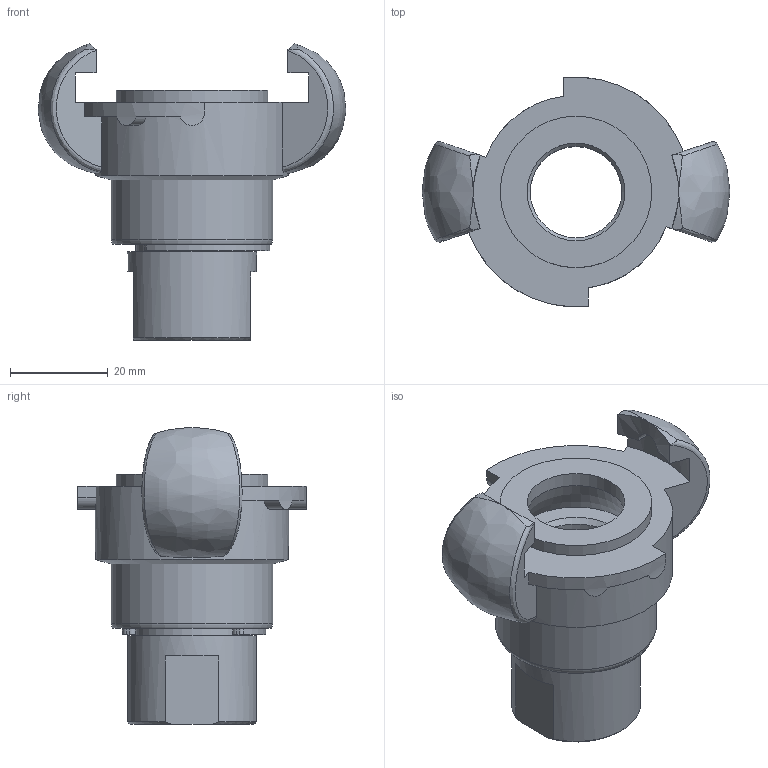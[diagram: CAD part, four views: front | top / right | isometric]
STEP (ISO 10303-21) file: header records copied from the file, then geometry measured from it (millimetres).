
FILE_DESCRIPTION(/* description */ (''),/* implementation_level */ '2;1');
FILE_NAME(/* name */ 'KIG 12-DR.stp',/* time_stamp */ '2020-03-27T07:58:09+01:00',/* author */ ('schnellinger'),/* organization */ (''),/* preprocessor_version */ 'ST-DEVELOPER v17',/* originating_system */ 'Autodesk Inventor 2018',/* authorisation */ '0 mm^3');
FILE_SCHEMA (('AUTOMOTIVE_DESIGN { 1 0 10303 214 3 1 1 }'));
Length unit declared in the file: millimetre
Products named in the file (1): LUE_00025317_Shrinkwrap_1
Bounding box: 62.97 x 47 x 60.7 mm (x, y, z)
Volume: 33344.5 mm3; surface area: 19140.4 mm2
Topology: 3 solids, 3 shells, 108 faces, 282 edges, 193 vertices
Faces by surface type: cylinder 42, plane 39, cone 9, torus 8, bspline 6, sphere 4
Full cylindrical faces by diameter (mm): 18.7 x1, 20 x1, 22.2 x1, 23 x1, 25.5 x1, 26.4 x3, 26.5 x1, 26.7 x3, 29.8 x2, 30 x1, 30.2 x1, 30.4 x1, 31 x1, 33 x1, 39.5 x1
Entity records: 4290 total; most frequent: CARTESIAN_POINT 1396, DIRECTION 583, ORIENTED_EDGE 564, EDGE_CURVE 282, AXIS2_PLACEMENT_3D 245, VERTEX_POINT 193, CIRCLE 142, EDGE_LOOP 125
